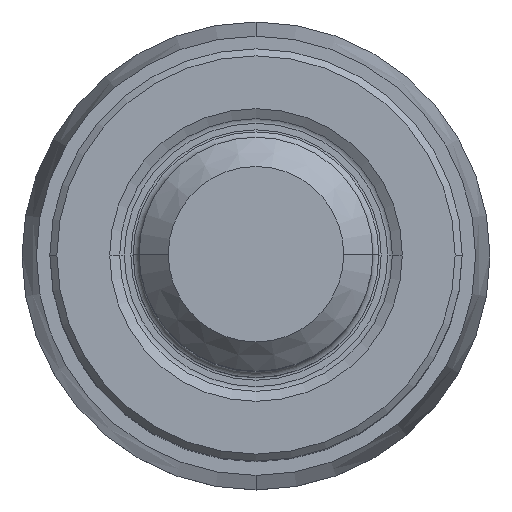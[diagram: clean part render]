
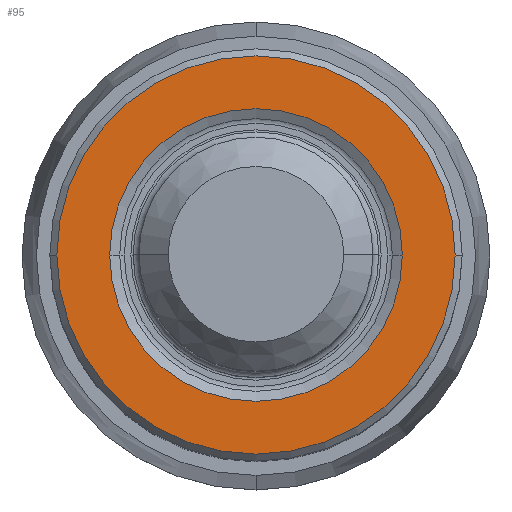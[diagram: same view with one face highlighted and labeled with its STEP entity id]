
A CAD part, top view. The second image highlights one B-rep face of the part: STEP entity #95.
In plain terms, the highlighted planar face has unit normal (0, 0, 1).
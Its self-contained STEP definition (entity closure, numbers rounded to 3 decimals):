
#38=FACE_BOUND('',#167,.T.);
#39=FACE_BOUND('',#168,.T.);
#69=PLANE('',#686);
#95=ADVANCED_FACE('',(#38,#39),#69,.T.);
#167=EDGE_LOOP('',(#244,#245,#246,#247));
#168=EDGE_LOOP('',(#248,#249));
#244=ORIENTED_EDGE('',*,*,#413,.F.);
#245=ORIENTED_EDGE('',*,*,#418,.F.);
#246=ORIENTED_EDGE('',*,*,#417,.F.);
#247=ORIENTED_EDGE('',*,*,#414,.F.);
#248=ORIENTED_EDGE('',*,*,#419,.F.);
#249=ORIENTED_EDGE('',*,*,#420,.F.);
#359=VERTEX_POINT('',#1033);
#360=VERTEX_POINT('',#1034);
#361=VERTEX_POINT('',#1036);
#362=VERTEX_POINT('',#1041);
#363=VERTEX_POINT('',#1045);
#364=VERTEX_POINT('',#1046);
#413=EDGE_CURVE('',#359,#360,#486,.T.);
#414=EDGE_CURVE('',#360,#361,#487,.T.);
#417=EDGE_CURVE('',#361,#362,#488,.T.);
#418=EDGE_CURVE('',#362,#359,#489,.T.);
#419=EDGE_CURVE('',#363,#364,#490,.T.);
#420=EDGE_CURVE('',#364,#363,#491,.T.);
#486=CIRCLE('',#678,8.51);
#487=CIRCLE('',#679,8.51);
#488=CIRCLE('',#681,8.51);
#489=CIRCLE('',#682,8.51);
#490=CIRCLE('',#684,6.254);
#491=CIRCLE('',#685,6.254);
#678=AXIS2_PLACEMENT_3D('',#1032,#826,#827);
#679=AXIS2_PLACEMENT_3D('',#1035,#828,#829);
#681=AXIS2_PLACEMENT_3D('',#1040,#834,#835);
#682=AXIS2_PLACEMENT_3D('',#1042,#836,#837);
#684=AXIS2_PLACEMENT_3D('',#1044,#840,#841);
#685=AXIS2_PLACEMENT_3D('',#1047,#842,#843);
#686=AXIS2_PLACEMENT_3D('',#1048,#844,#845);
#826=DIRECTION('',(0.,0.,-1.));
#827=DIRECTION('',(-1.,0.,0.));
#828=DIRECTION('',(0.,0.,-1.));
#829=DIRECTION('',(0.,1.,0.));
#834=DIRECTION('',(0.,0.,-1.));
#835=DIRECTION('',(1.,0.,0.));
#836=DIRECTION('',(0.,0.,-1.));
#837=DIRECTION('',(0.,-1.,0.));
#840=DIRECTION('',(0.,0.,1.));
#841=DIRECTION('',(-1.,0.,0.));
#842=DIRECTION('',(0.,0.,1.));
#843=DIRECTION('',(1.,0.,0.));
#844=DIRECTION('',(0.,0.,1.));
#845=DIRECTION('',(-1.,0.,0.));
#1032=CARTESIAN_POINT('',(0.,0.,0.));
#1033=CARTESIAN_POINT('',(-8.51,0.,0.));
#1034=CARTESIAN_POINT('',(0.,8.51,0.));
#1035=CARTESIAN_POINT('',(0.,0.,0.));
#1036=CARTESIAN_POINT('',(8.51,0.,0.));
#1040=CARTESIAN_POINT('',(0.,0.,0.));
#1041=CARTESIAN_POINT('',(0.,-8.51,0.));
#1042=CARTESIAN_POINT('',(0.,0.,0.));
#1044=CARTESIAN_POINT('',(0.,0.,0.));
#1045=CARTESIAN_POINT('',(-6.254,0.,0.));
#1046=CARTESIAN_POINT('',(6.254,0.,0.));
#1047=CARTESIAN_POINT('',(0.,0.,0.));
#1048=CARTESIAN_POINT('',(0.,0.,0.));
